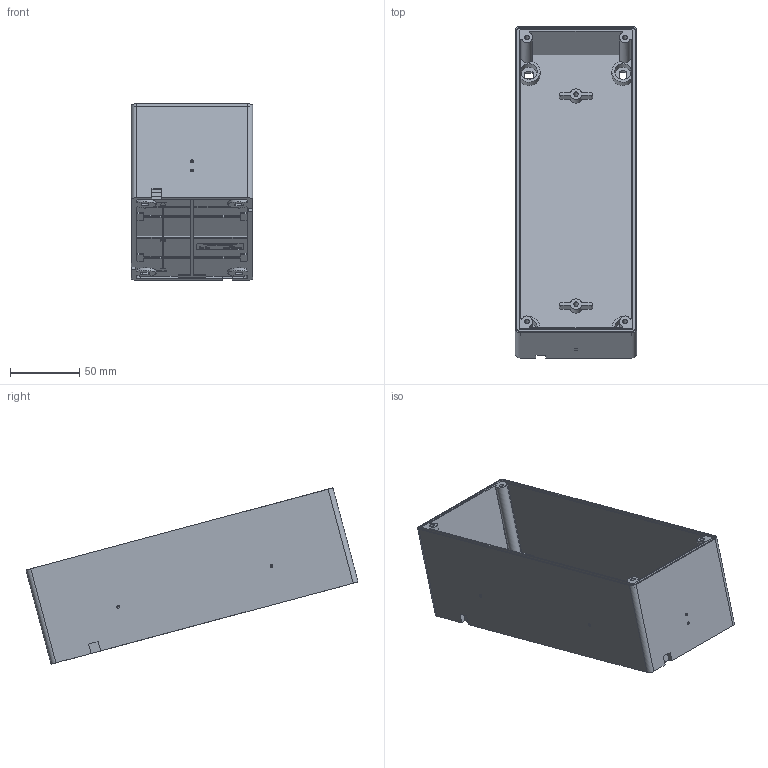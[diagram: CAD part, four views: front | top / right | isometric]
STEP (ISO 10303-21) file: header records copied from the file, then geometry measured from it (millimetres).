
FILE_DESCRIPTION(('Creo Elements/Direct Modeling STEP Export'),'2;1');
FILE_NAME('3g6gu5h5tqo57em9024','2023-11-21T16:20:59',(''),(''),'Creo Elements/Direct Modeling STEP processor for AP214 (Solid Model)','Creo Elements/Direct Modeling 20.1D 10-Oct-2020 (C) Parametric Technology GmbH','');
FILE_SCHEMA(('AUTOMOTIVE_DESIGN { 1 0 10303 214 1 1 1 1 }'));
Length unit declared in the file: millimetre
Products named in the file (2): SQC_923_CS
Assembly tree (1 placements, depth 2):
  SQC_923_CS
    SQC_923_CS
Bounding box: 88 x 240.41 x 127.63 mm (x, y, z)
Volume: 245795.1 mm3; surface area: 134914.4 mm2
Topology: 1 solids, 1 shells, 1557 faces, 4428 edges, 2944 vertices
Faces by surface type: plane 1432, cylinder 109, cone 16
Entity records: 61757 total; most frequent: CARTESIAN_POINT 8828, ORIENTED_EDGE 8824, DIRECTION 7621, EDGE_CURVE 4412, VECTOR 4147, LINE 4147, VERTEX_POINT 2944, AXIS2_PLACEMENT_3D 1737
